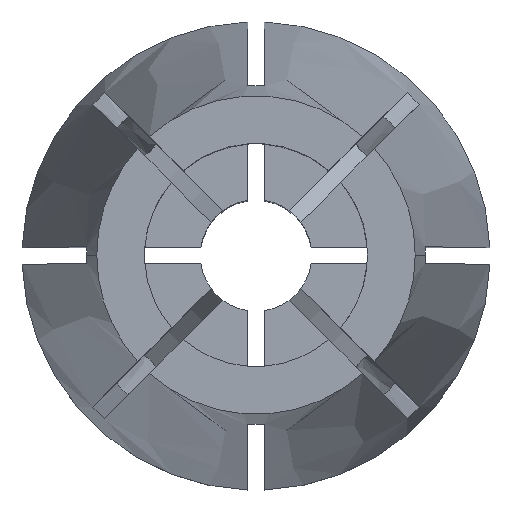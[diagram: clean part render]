
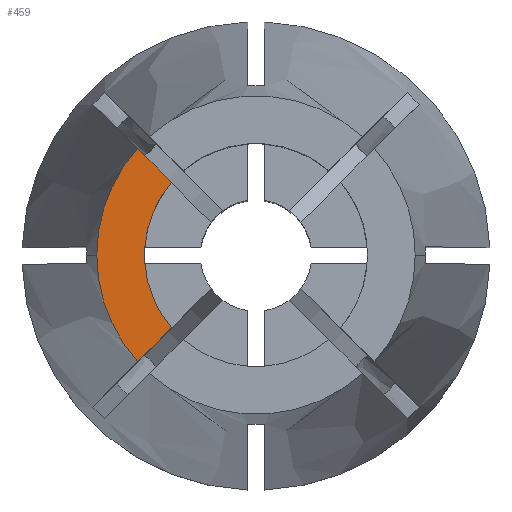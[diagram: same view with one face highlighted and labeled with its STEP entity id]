
A CAD part, top view. The second image highlights one B-rep face of the part: STEP entity #459.
In plain terms, the highlighted planar face has unit normal (0, 0, 1).
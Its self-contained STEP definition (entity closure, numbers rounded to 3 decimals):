
#168 = CIRCLE ( 'NONE', #448, 5. ) ;
#203 = EDGE_CURVE ( 'NONE', #2502, #1292, #242, .T. ) ;
#242 = LINE ( 'NONE', #1338, #2951 ) ;
#257 = CIRCLE ( 'NONE', #3360, 7.141 ) ;
#312 = VERTEX_POINT ( 'NONE', #2849 ) ;
#428 = CARTESIAN_POINT ( 'NONE',  ( 0., 0., 0. ) ) ;
#444 = ORIENTED_EDGE ( 'NONE', *, *, #3462, .F. ) ;
#448 = AXIS2_PLACEMENT_3D ( 'NONE', #1956, #1044, #1112 ) ;
#452 = DIRECTION ( 'NONE',  ( 0., 0., 1. ) ) ;
#459 = ADVANCED_FACE ( 'NONE', ( #1333 ), #1477, .F. ) ;
#470 = DIRECTION ( 'NONE',  ( 1., 0., 0. ) ) ;
#491 = ORIENTED_EDGE ( 'NONE', *, *, #203, .F. ) ;
#798 = DIRECTION ( 'NONE',  ( 0.707, -0.707, 0. ) ) ;
#984 = EDGE_LOOP ( 'NONE', ( #3205, #3256, #3390, #444, #491 ) ) ;
#1044 = DIRECTION ( 'NONE',  ( 0., 0., 1. ) ) ;
#1092 = CARTESIAN_POINT ( 'NONE',  ( -3.791, -3.26, 0. ) ) ;
#1112 = DIRECTION ( 'NONE',  ( 1., 0., 0. ) ) ;
#1223 = CARTESIAN_POINT ( 'NONE',  ( -0.265, 0.265, 0. ) ) ;
#1263 = EDGE_CURVE ( 'NONE', #2653, #1494, #1611, .T. ) ;
#1292 = VERTEX_POINT ( 'NONE', #2006 ) ;
#1333 = FACE_OUTER_BOUND ( 'NONE', #984, .T. ) ;
#1338 = CARTESIAN_POINT ( 'NONE',  ( -0.265, -0.265, 0. ) ) ;
#1471 = CARTESIAN_POINT ( 'NONE',  ( -5.308, -4.778, 0. ) ) ;
#1477 = PLANE ( 'NONE',  #3074 ) ;
#1494 = VERTEX_POINT ( 'NONE', #1092 ) ;
#1520 = VECTOR ( 'NONE', #1931, 1000. ) ;
#1611 = LINE ( 'NONE', #1223, #1520 ) ;
#1931 = DIRECTION ( 'NONE',  ( 0.707, 0.707, 0. ) ) ;
#1956 = CARTESIAN_POINT ( 'NONE',  ( 0., 0., 0. ) ) ;
#2006 = CARTESIAN_POINT ( 'NONE',  ( -3.791, 3.26, 0. ) ) ;
#2196 = DIRECTION ( 'NONE',  ( -1., 0., 0. ) ) ;
#2211 = CARTESIAN_POINT ( 'NONE',  ( -5.308, 4.778, 0. ) ) ;
#2225 = CARTESIAN_POINT ( 'NONE',  ( 0., 0., 0. ) ) ;
#2502 = VERTEX_POINT ( 'NONE', #2211 ) ;
#2607 = AXIS2_PLACEMENT_3D ( 'NONE', #428, #452, #470 ) ;
#2653 = VERTEX_POINT ( 'NONE', #1471 ) ;
#2849 = CARTESIAN_POINT ( 'NONE',  ( -7.141, 0., 0. ) ) ;
#2951 = VECTOR ( 'NONE', #798, 1000. ) ;
#3001 = DIRECTION ( 'NONE',  ( 0., 0., -1. ) ) ;
#3056 = CIRCLE ( 'NONE', #2607, 7.141 ) ;
#3064 = DIRECTION ( 'NONE',  ( 0., 0., 1. ) ) ;
#3074 = AXIS2_PLACEMENT_3D ( 'NONE', #3408, #3001, #2196 ) ;
#3078 = DIRECTION ( 'NONE',  ( 1., 0., 0. ) ) ;
#3205 = ORIENTED_EDGE ( 'NONE', *, *, #3359, .T. ) ;
#3256 = ORIENTED_EDGE ( 'NONE', *, *, #3430, .T. ) ;
#3359 = EDGE_CURVE ( 'NONE', #2502, #312, #3056, .T. ) ;
#3360 = AXIS2_PLACEMENT_3D ( 'NONE', #2225, #3064, #3078 ) ;
#3390 = ORIENTED_EDGE ( 'NONE', *, *, #1263, .T. ) ;
#3408 = CARTESIAN_POINT ( 'NONE',  ( 0., 0., 0. ) ) ;
#3430 = EDGE_CURVE ( 'NONE', #312, #2653, #257, .T. ) ;
#3462 = EDGE_CURVE ( 'NONE', #1292, #1494, #168, .T. ) ;
